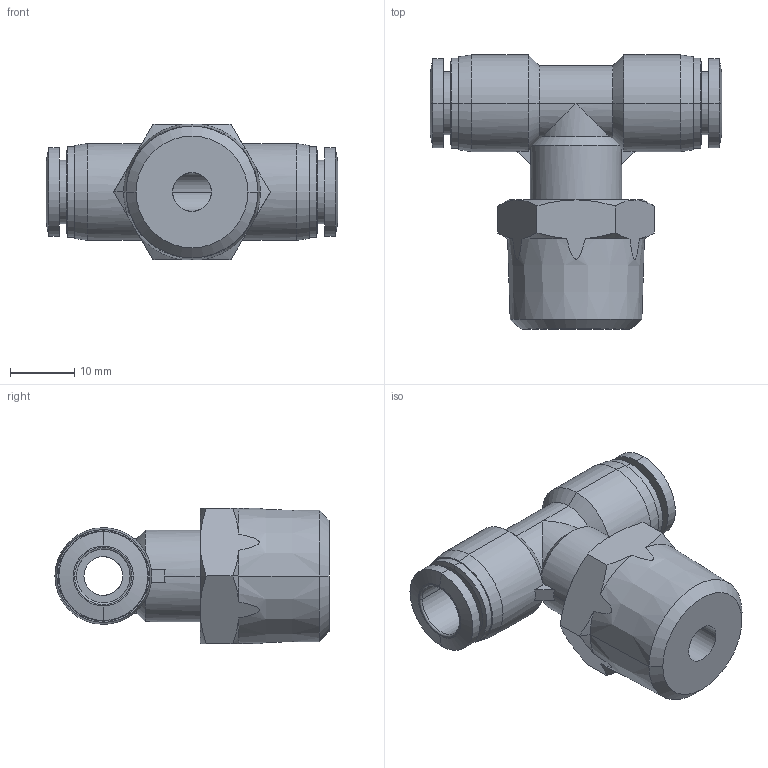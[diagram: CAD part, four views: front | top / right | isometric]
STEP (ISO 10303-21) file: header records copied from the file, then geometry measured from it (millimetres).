
FILE_DESCRIPTION (( 'STEP AP214' ), '1' );
FILE_NAME ('MBT8M-12R.step', '2016-02-24T20:39:03', ( '' ), ( '' ), 'SwSTEP 2.0', 'SolidWorks 2015', '' );
FILE_SCHEMA (( 'AUTOMOTIVE_DESIGN' ));
Length unit declared in the file: inch
Products named in the file (1): MBT8M-12R
Bounding box: 45.2 x 42.5 x 21 mm (x, y, z)
Volume: 11937.8 mm3; surface area: 6361.7 mm2
Topology: 1 solids, 1 shells, 99 faces, 230 edges, 141 vertices
Faces by surface type: cone 38, cylinder 33, plane 24, torus 4
Entity records: 4320 total; most frequent: CARTESIAN_POINT 783, DIRECTION 469, ORIENTED_EDGE 460, EDGE_CURVE 230, AXIS2_PLACEMENT_3D 199, VERTEX_POINT 141, EDGE_LOOP 111, UNCERTAINTY_MEASURE_WITH_UNIT 102
